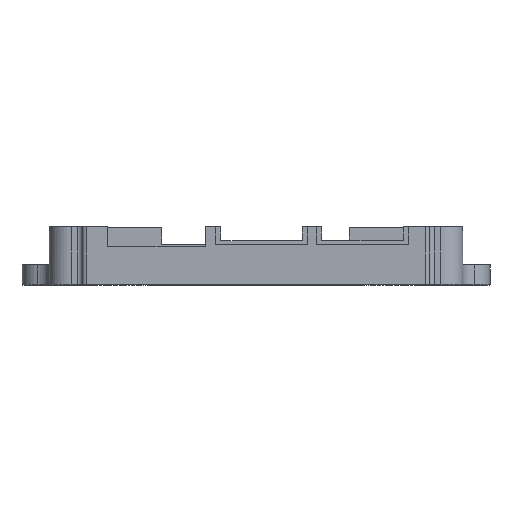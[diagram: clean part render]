
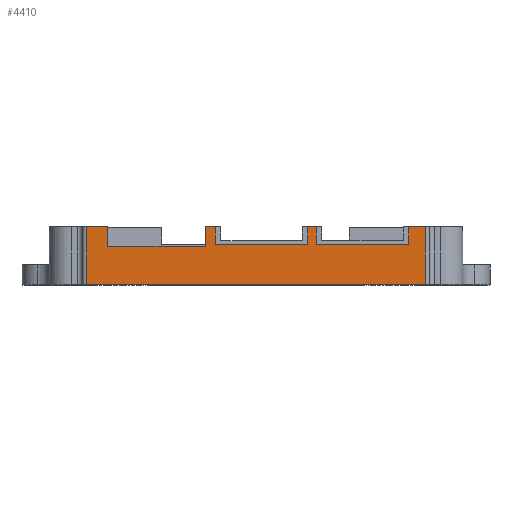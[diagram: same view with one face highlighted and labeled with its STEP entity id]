
A CAD part, top view. The second image highlights one B-rep face of the part: STEP entity #4410.
In plain terms, the highlighted planar face has unit normal (0, 0, 1).
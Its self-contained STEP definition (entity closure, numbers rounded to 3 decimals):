
#415=DIRECTION('',(-1.,0.,0.));
#416=VECTOR('',#415,60.4);
#417=CARTESIAN_POINT('',(61.2,0.,-4.4));
#418=LINE('',#417,#416);
#978=DIRECTION('',(1.,0.,0.));
#979=VECTOR('',#978,2.95);
#980=CARTESIAN_POINT('',(58.25,10.3,-4.4));
#981=LINE('',#980,#979);
#982=DIRECTION('',(0.,-1.,0.));
#983=VECTOR('',#982,10.3);
#984=CARTESIAN_POINT('',(61.2,10.3,-4.4));
#985=LINE('',#984,#983);
#986=DIRECTION('',(0.,1.,0.));
#987=VECTOR('',#986,10.3);
#988=CARTESIAN_POINT('',(0.8,0.,-4.4));
#989=LINE('',#988,#987);
#990=DIRECTION('',(-1.,0.,0.));
#991=VECTOR('',#990,3.75);
#992=CARTESIAN_POINT('',(4.55,10.3,-4.4));
#993=LINE('',#992,#991);
#994=DIRECTION('',(0.,-1.,0.));
#995=VECTOR('',#994,3.6);
#996=CARTESIAN_POINT('',(4.55,10.3,-4.4));
#997=LINE('',#996,#995);
#998=DIRECTION('',(1.,0.,0.));
#999=VECTOR('',#998,17.4);
#1000=CARTESIAN_POINT('',(4.55,6.7,-4.4));
#1001=LINE('',#1000,#999);
#1002=DIRECTION('',(0.,1.,0.));
#1003=VECTOR('',#1002,3.6);
#1004=CARTESIAN_POINT('',(21.95,6.7,-4.4));
#1005=LINE('',#1004,#1003);
#1006=DIRECTION('',(-1.,0.,0.));
#1007=VECTOR('',#1006,1.8);
#1008=CARTESIAN_POINT('',(23.75,10.3,-4.4));
#1009=LINE('',#1008,#1007);
#1010=DIRECTION('',(0.,-1.,0.));
#1011=VECTOR('',#1010,3.17);
#1012=CARTESIAN_POINT('',(23.75,10.3,-4.4));
#1013=LINE('',#1012,#1011);
#1014=DIRECTION('',(1.,0.,0.));
#1015=VECTOR('',#1014,16.5);
#1016=CARTESIAN_POINT('',(23.75,7.13,-4.4));
#1017=LINE('',#1016,#1015);
#1018=DIRECTION('',(0.,-1.,0.));
#1019=VECTOR('',#1018,3.17);
#1020=CARTESIAN_POINT('',(40.25,10.3,-4.4));
#1021=LINE('',#1020,#1019);
#1022=DIRECTION('',(-1.,0.,0.));
#1023=VECTOR('',#1022,1.5);
#1024=CARTESIAN_POINT('',(41.75,10.3,-4.4));
#1025=LINE('',#1024,#1023);
#1026=DIRECTION('',(0.,-1.,0.));
#1027=VECTOR('',#1026,3.17);
#1028=CARTESIAN_POINT('',(41.75,10.3,-4.4));
#1029=LINE('',#1028,#1027);
#1030=DIRECTION('',(1.,0.,0.));
#1031=VECTOR('',#1030,16.5);
#1032=CARTESIAN_POINT('',(41.75,7.13,-4.4));
#1033=LINE('',#1032,#1031);
#1034=DIRECTION('',(0.,-1.,0.));
#1035=VECTOR('',#1034,3.17);
#1036=CARTESIAN_POINT('',(58.25,10.3,-4.4));
#1037=LINE('',#1036,#1035);
#2721=CARTESIAN_POINT('',(4.55,6.7,-4.4));
#2722=VERTEX_POINT('',#2721);
#2723=CARTESIAN_POINT('',(21.95,6.7,-4.4));
#2724=VERTEX_POINT('',#2723);
#2921=CARTESIAN_POINT('',(23.75,7.13,-4.4));
#2922=CARTESIAN_POINT('',(40.25,7.13,-4.4));
#2923=VERTEX_POINT('',#2921);
#2924=VERTEX_POINT('',#2922);
#2933=CARTESIAN_POINT('',(41.75,7.13,-4.4));
#2934=CARTESIAN_POINT('',(58.25,7.13,-4.4));
#2935=VERTEX_POINT('',#2933);
#2936=VERTEX_POINT('',#2934);
#3067=CARTESIAN_POINT('',(0.8,0.,-4.4));
#3069=VERTEX_POINT('',#3067);
#3071=CARTESIAN_POINT('',(61.2,0.,-4.4));
#3072=VERTEX_POINT('',#3071);
#3267=CARTESIAN_POINT('',(58.25,10.3,-4.4));
#3268=CARTESIAN_POINT('',(61.2,10.3,-4.4));
#3269=VERTEX_POINT('',#3267);
#3270=VERTEX_POINT('',#3268);
#3276=CARTESIAN_POINT('',(4.55,10.3,-4.4));
#3278=VERTEX_POINT('',#3276);
#3283=CARTESIAN_POINT('',(0.8,10.3,-4.4));
#3284=VERTEX_POINT('',#3283);
#3295=CARTESIAN_POINT('',(41.75,10.3,-4.4));
#3296=CARTESIAN_POINT('',(40.25,10.3,-4.4));
#3297=VERTEX_POINT('',#3295);
#3298=VERTEX_POINT('',#3296);
#3299=CARTESIAN_POINT('',(23.75,10.3,-4.4));
#3300=CARTESIAN_POINT('',(21.95,10.3,-4.4));
#3301=VERTEX_POINT('',#3299);
#3302=VERTEX_POINT('',#3300);
#4378=CARTESIAN_POINT('',(62.,2.,-4.4));
#4379=DIRECTION('',(0.,0.,-1.));
#4380=DIRECTION('',(-1.,0.,0.));
#4381=AXIS2_PLACEMENT_3D('',#4378,#4379,#4380);
#4382=PLANE('',#4381);
#4383=ORIENTED_EDGE('',*,*,#3989,.T.);
#4385=ORIENTED_EDGE('',*,*,#4384,.T.);
#4386=ORIENTED_EDGE('',*,*,#3422,.T.);
#4388=ORIENTED_EDGE('',*,*,#4387,.T.);
#4389=ORIENTED_EDGE('',*,*,#3824,.F.);
#4391=ORIENTED_EDGE('',*,*,#4390,.T.);
#4393=ORIENTED_EDGE('',*,*,#4392,.T.);
#4394=ORIENTED_EDGE('',*,*,#4186,.T.);
#4395=ORIENTED_EDGE('',*,*,#3774,.F.);
#4397=ORIENTED_EDGE('',*,*,#4396,.T.);
#4399=ORIENTED_EDGE('',*,*,#4398,.T.);
#4401=ORIENTED_EDGE('',*,*,#4400,.F.);
#4402=ORIENTED_EDGE('',*,*,#3798,.F.);
#4404=ORIENTED_EDGE('',*,*,#4403,.T.);
#4406=ORIENTED_EDGE('',*,*,#4405,.T.);
#4407=ORIENTED_EDGE('',*,*,#4370,.F.);
#4408=EDGE_LOOP('',(#4383,#4385,#4386,#4388,#4389,#4391,#4393,#4394,#4395,#4397,
#4399,#4401,#4402,#4404,#4406,#4407));
#4409=FACE_OUTER_BOUND('',#4408,.F.);
#4410=ADVANCED_FACE('',(#4409),#4382,.F.);
#3422=EDGE_CURVE('',#3072,#3069,#418,.T.);
#3774=EDGE_CURVE('',#3301,#3302,#1009,.T.);
#3798=EDGE_CURVE('',#3297,#3298,#1025,.T.);
#3824=EDGE_CURVE('',#3278,#3284,#993,.T.);
#3989=EDGE_CURVE('',#3269,#3270,#981,.T.);
#4186=EDGE_CURVE('',#2724,#3302,#1005,.T.);
#4370=EDGE_CURVE('',#3269,#2936,#1037,.T.);
#4384=EDGE_CURVE('',#3270,#3072,#985,.T.);
#4387=EDGE_CURVE('',#3069,#3284,#989,.T.);
#4390=EDGE_CURVE('',#3278,#2722,#997,.T.);
#4392=EDGE_CURVE('',#2722,#2724,#1001,.T.);
#4396=EDGE_CURVE('',#3301,#2923,#1013,.T.);
#4398=EDGE_CURVE('',#2923,#2924,#1017,.T.);
#4400=EDGE_CURVE('',#3298,#2924,#1021,.T.);
#4403=EDGE_CURVE('',#3297,#2935,#1029,.T.);
#4405=EDGE_CURVE('',#2935,#2936,#1033,.T.);
